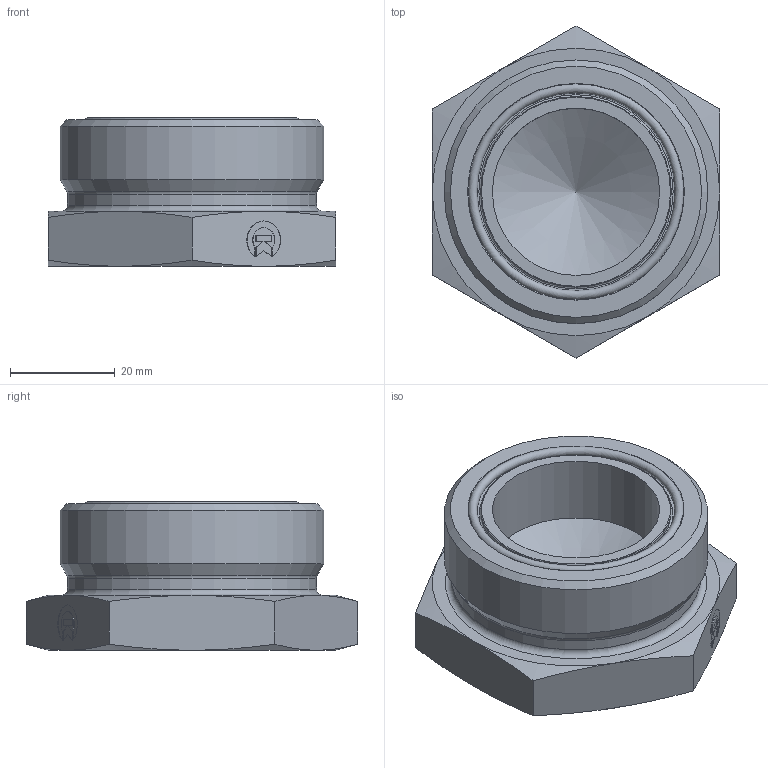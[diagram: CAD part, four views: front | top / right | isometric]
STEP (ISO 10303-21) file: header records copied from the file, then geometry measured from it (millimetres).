
FILE_DESCRIPTION((''),'2;1');
FILE_NAME('72503216.stp','2013-11-29T13:55:21',('Ji��'),(''),'Autodesk Inventor 2012','Autodesk Inventor 2012','');
FILE_SCHEMA(('AUTOMOTIVE_DESIGN { 1 0 10303 214 1 1 1 1 }'));
Length unit declared in the file: millimetre
Products named in the file (3): 72503216 (WWW); 725003216; 603782017890
Assembly tree (2 placements, depth 2):
  72503216 (WWW)
    725003216
    603782017890
Bounding box: 55 x 63.51 x 28.41 mm (x, y, z)
Volume: 47656.7 mm3; surface area: 12349.5 mm2
Topology: 2 solids, 2 shells, 72 faces, 168 edges, 105 vertices
Faces by surface type: plane 41, cone 15, cylinder 9, torus 7
Full cylindrical faces by diameter (mm): 32 x1, 36.47 x1, 41.17 x1, 47.65 x1, 50.47 x1
Entity records: 2004 total; most frequent: CARTESIAN_POINT 378, DIRECTION 320, ORIENTED_EDGE 302, EDGE_CURVE 151, AXIS2_PLACEMENT_3D 116, VERTEX_POINT 102, EDGE_LOOP 93, VECTOR 88
